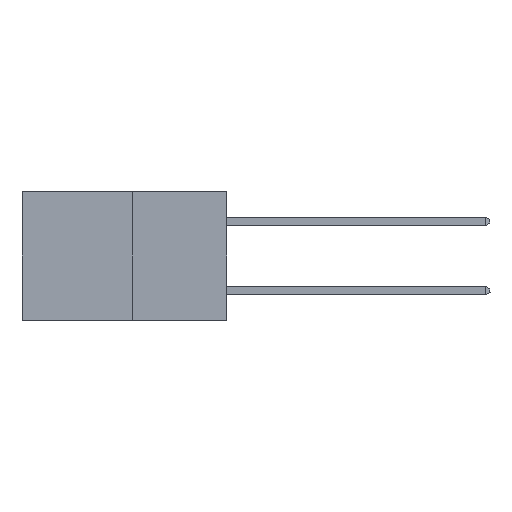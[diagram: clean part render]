
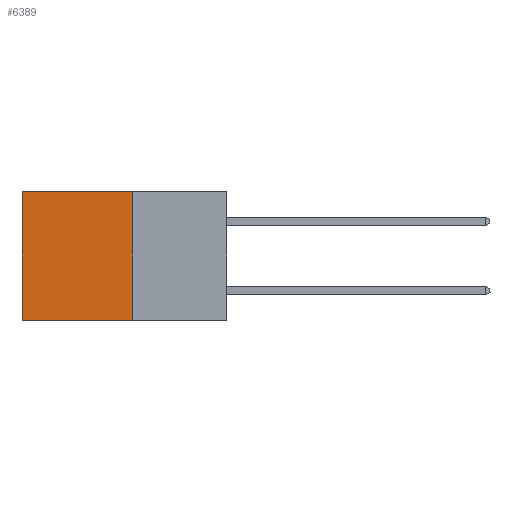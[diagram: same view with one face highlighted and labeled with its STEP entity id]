
A CAD part, left-side view. The second image highlights one B-rep face of the part: STEP entity #6389.
In plain terms, the highlighted planar face has unit normal (-1, 0, 0).
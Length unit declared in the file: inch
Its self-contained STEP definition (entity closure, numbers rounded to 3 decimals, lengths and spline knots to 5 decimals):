
#131 = DIRECTION ( 'NONE',  ( 0., 0., -1. ) ) ;
#368 = CARTESIAN_POINT ( 'NONE',  ( 0.277, 0.27, -0.37 ) ) ;
#409 = VECTOR ( 'NONE', #6191, 39.37008 ) ;
#1160 = EDGE_CURVE ( 'NONE', #7333, #9293, #8401, .T. ) ;
#1378 = LINE ( 'NONE', #368, #9244 ) ;
#1654 = CARTESIAN_POINT ( 'NONE',  ( 0.277, 0.59, 0. ) ) ;
#2011 = VECTOR ( 'NONE', #6155, 39.37008 ) ;
#2080 = CARTESIAN_POINT ( 'NONE',  ( 0.277, 0.27, -0.37 ) ) ;
#2337 = CARTESIAN_POINT ( 'NONE',  ( 0.277, 0.27, -0.37 ) ) ;
#2806 = EDGE_LOOP ( 'NONE', ( #3170, #5279, #3419, #9405 ) ) ;
#2981 = EDGE_CURVE ( 'NONE', #5824, #9293, #4899, .T. ) ;
#3170 = ORIENTED_EDGE ( 'NONE', *, *, #2981, .T. ) ;
#3195 = CARTESIAN_POINT ( 'NONE',  ( 0.277, 0.59, -0.37 ) ) ;
#3376 = CARTESIAN_POINT ( 'NONE',  ( 0.277, 0.27, 0. ) ) ;
#3419 = ORIENTED_EDGE ( 'NONE', *, *, #4727, .F. ) ;
#4727 = EDGE_CURVE ( 'NONE', #8660, #7333, #1378, .T. ) ;
#4899 = LINE ( 'NONE', #6912, #6880 ) ;
#5279 = ORIENTED_EDGE ( 'NONE', *, *, #1160, .F. ) ;
#5368 = EDGE_CURVE ( 'NONE', #8660, #5824, #8105, .T. ) ;
#5824 = VERTEX_POINT ( 'NONE', #1654 ) ;
#6117 = CARTESIAN_POINT ( 'NONE',  ( 0.277, 0.27, 0. ) ) ;
#6155 = DIRECTION ( 'NONE',  ( 0., 1., 0. ) ) ;
#6191 = DIRECTION ( 'NONE',  ( 0., 1., 0. ) ) ;
#6259 = DIRECTION ( 'NONE',  ( 0., 0., -1. ) ) ;
#6301 = DIRECTION ( 'NONE',  ( 1., 0., 0. ) ) ;
#6304 = CARTESIAN_POINT ( 'NONE',  ( 0.277, 0.27, -0.37 ) ) ;
#6389 = ADVANCED_FACE ( 'NONE', ( #9103 ), #6547, .F. ) ;
#6547 = PLANE ( 'NONE',  #9919 ) ;
#6880 = VECTOR ( 'NONE', #8595, 39.37008 ) ;
#6912 = CARTESIAN_POINT ( 'NONE',  ( 0.277, 0.59, -0.37 ) ) ;
#7333 = VERTEX_POINT ( 'NONE', #2080 ) ;
#8105 = LINE ( 'NONE', #6117, #2011 ) ;
#8401 = LINE ( 'NONE', #2337, #409 ) ;
#8595 = DIRECTION ( 'NONE',  ( 0., 0., -1. ) ) ;
#8660 = VERTEX_POINT ( 'NONE', #3376 ) ;
#9103 = FACE_OUTER_BOUND ( 'NONE', #2806, .T. ) ;
#9244 = VECTOR ( 'NONE', #131, 39.37008 ) ;
#9293 = VERTEX_POINT ( 'NONE', #3195 ) ;
#9405 = ORIENTED_EDGE ( 'NONE', *, *, #5368, .T. ) ;
#9919 = AXIS2_PLACEMENT_3D ( 'NONE', #6304, #6301, #6259 ) ;
